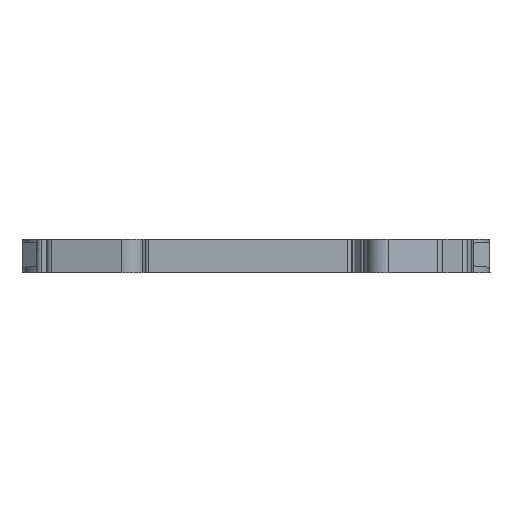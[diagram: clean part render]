
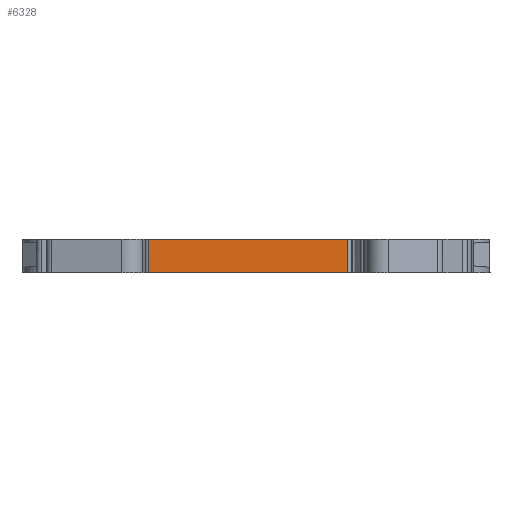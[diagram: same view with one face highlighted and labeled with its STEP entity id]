
A CAD part, front view. The second image highlights one B-rep face of the part: STEP entity #6328.
In plain terms, the highlighted planar face has unit normal (0, -1, 0).
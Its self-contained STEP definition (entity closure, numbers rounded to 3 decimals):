
#907 = EDGE_CURVE ( 'NONE', #5566, #5460, #3483, .T. ) ;
#1247 = VECTOR ( 'NONE', #3485, 1000. ) ;
#1365 = VERTEX_POINT ( 'NONE', #3853 ) ;
#1385 = VERTEX_POINT ( 'NONE', #3873 ) ;
#1448 = EDGE_LOOP ( 'NONE', ( #4843, #4841, #4844, #4842 ) ) ;
#1614 = FACE_OUTER_BOUND ( 'NONE', #1448, .T. ) ;
#1617 = AXIS2_PLACEMENT_3D ( 'NONE', #2907, #2908, #2909 ) ;
#1969 = LINE ( 'NONE', #1970, #6455 ) ;
#1970 = CARTESIAN_POINT ( 'NONE',  ( 126.166, 147.434, 5. ) ) ;
#1971 = DIRECTION ( 'NONE',  ( 0., 0., -1. ) ) ;
#2070 = LINE ( 'NONE', #2071, #6468 ) ;
#2071 = CARTESIAN_POINT ( 'NONE',  ( 96.752, 147.432, 0. ) ) ;
#2072 = DIRECTION ( 'NONE',  ( 0., 0., 1. ) ) ;
#2448 = CARTESIAN_POINT ( 'NONE',  ( 126.166, 147.434, 0. ) ) ;
#2906 = PLANE ( 'NONE',  #1617 ) ;
#2907 = CARTESIAN_POINT ( 'NONE',  ( 126.166, 147.434, 5. ) ) ;
#2908 = DIRECTION ( 'NONE',  ( 0., 1., 0. ) ) ;
#2909 = DIRECTION ( 'NONE',  ( -1., 0., 0. ) ) ;
#3483 = LINE ( 'NONE', #3484, #1247 ) ;
#3484 = CARTESIAN_POINT ( 'NONE',  ( 126.166, 147.434, 0. ) ) ;
#3485 = DIRECTION ( 'NONE',  ( -1., 0., 0. ) ) ;
#3853 = CARTESIAN_POINT ( 'NONE',  ( 126.166, 147.434, 5. ) ) ;
#3873 = CARTESIAN_POINT ( 'NONE',  ( 96.752, 147.432, 5. ) ) ;
#4055 = EDGE_CURVE ( 'NONE', #1365, #5566, #1969, .T. ) ;
#4070 = EDGE_CURVE ( 'NONE', #5460, #1385, #2070, .T. ) ;
#4575 = LINE ( 'NONE', #4576, #5855 ) ;
#4576 = CARTESIAN_POINT ( 'NONE',  ( 126.166, 147.434, 5. ) ) ;
#4577 = DIRECTION ( 'NONE',  ( 1., 0., 0. ) ) ;
#4841 = ORIENTED_EDGE ( 'NONE', *, *, #4055, .F. ) ;
#4842 = ORIENTED_EDGE ( 'NONE', *, *, #4070, .F. ) ;
#4843 = ORIENTED_EDGE ( 'NONE', *, *, #907, .F. ) ;
#4844 = ORIENTED_EDGE ( 'NONE', *, *, #6563, .F. ) ;
#5401 = CARTESIAN_POINT ( 'NONE',  ( 96.752, 147.432, 0. ) ) ;
#5460 = VERTEX_POINT ( 'NONE', #5401 ) ;
#5566 = VERTEX_POINT ( 'NONE', #2448 ) ;
#5855 = VECTOR ( 'NONE', #4577, 1000. ) ;
#6328 = ADVANCED_FACE ( 'NONE', ( #1614 ), #2906, .F. ) ;
#6455 = VECTOR ( 'NONE', #1971, 1000. ) ;
#6468 = VECTOR ( 'NONE', #2072, 1000. ) ;
#6563 = EDGE_CURVE ( 'NONE', #1385, #1365, #4575, .T. ) ;
